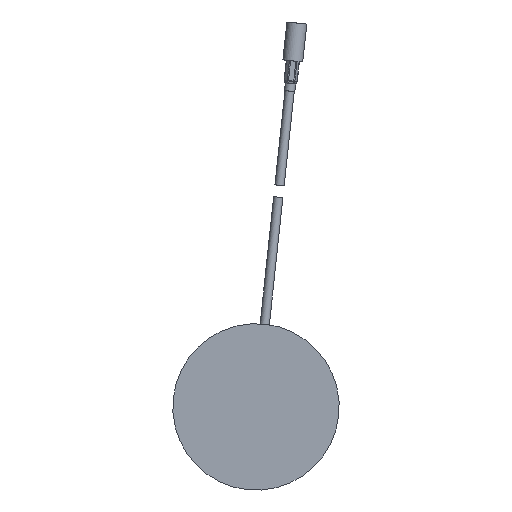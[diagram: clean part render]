
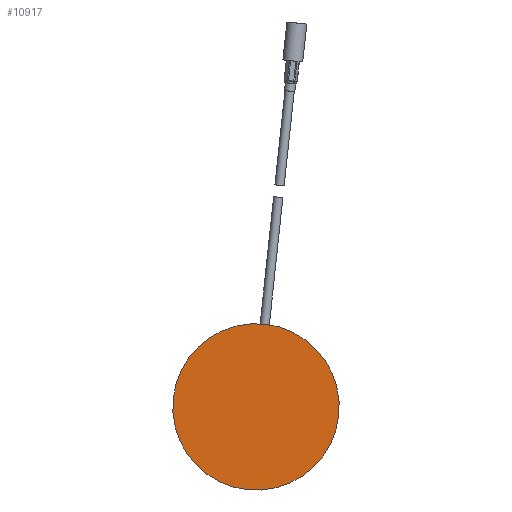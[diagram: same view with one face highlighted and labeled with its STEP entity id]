
A CAD part, front view. The second image highlights one B-rep face of the part: STEP entity #10917.
In plain terms, the highlighted planar face has unit normal (0, -1, 0).
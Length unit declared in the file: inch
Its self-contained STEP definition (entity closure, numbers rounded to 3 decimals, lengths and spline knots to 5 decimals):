
#3601 = AXIS2_PLACEMENT_3D ( 'NONE', #4665, #11493, #5654 ) ;
#3946 = PLANE ( 'NONE',  #5031 ) ;
#3996 = EDGE_CURVE ( 'NONE', #4067, #4067, #10500, .T. ) ;
#4067 = VERTEX_POINT ( 'NONE', #6684 ) ;
#4665 = CARTESIAN_POINT ( 'NONE',  ( 0., 0., 0. ) ) ;
#4969 = DIRECTION ( 'NONE',  ( 0., 1., 0. ) ) ;
#5031 = AXIS2_PLACEMENT_3D ( 'NONE', #10792, #4969, #11781 ) ;
#5654 = DIRECTION ( 'NONE',  ( 0., 0., -1. ) ) ;
#6684 = CARTESIAN_POINT ( 'NONE',  ( 0., 0., -1.75 ) ) ;
#8307 = EDGE_LOOP ( 'NONE', ( #11156 ) ) ;
#9081 = FACE_OUTER_BOUND ( 'NONE', #8307, .T. ) ;
#10500 = CIRCLE ( 'NONE', #3601, 1.75 ) ;
#10792 = CARTESIAN_POINT ( 'NONE',  ( -1.75, 0., 0. ) ) ;
#10917 = ADVANCED_FACE ( 'NONE', ( #9081 ), #3946, .F. ) ;
#11156 = ORIENTED_EDGE ( 'NONE', *, *, #3996, .T. ) ;
#11493 = DIRECTION ( 'NONE',  ( 0., -1., 0. ) ) ;
#11781 = DIRECTION ( 'NONE',  ( 0., 0., 1. ) ) ;
